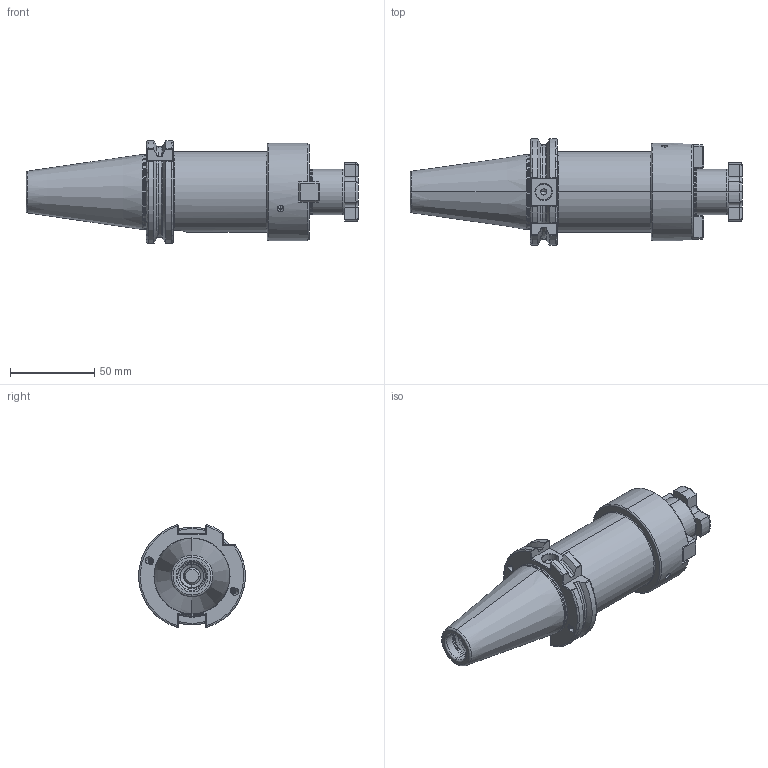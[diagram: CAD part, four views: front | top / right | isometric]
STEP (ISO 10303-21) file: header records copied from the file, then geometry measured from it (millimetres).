
FILE_DESCRIPTION (( 'STEP AP203' ), '1' );
FILE_NAME ('403.11.27.1.STEP', '2016-07-23T03:32:30', ( '' ), ( '' ), 'SwSTEP 2.0', 'SolidWorks 2012', '' );
FILE_SCHEMA (( 'CONFIG_CONTROL_DESIGN' ));
Length unit declared in the file: millimetre
Products named in the file (5): 403.11.27.1; 102.11.27_M4xP0.7-16L; 面銑刀墊塊27; 十字螺絲FMB27
Assembly tree (6 placements, depth 2):
  403.11.27.1
    403.11.27.1
    102.11.27_M4xP0.7-16L  x2
    面銑刀墊塊27  x2
    十字螺絲FMB27
Bounding box: 197.4 x 63.33 x 61.24 mm (x, y, z)
Volume: 271435.4 mm3; surface area: 52047.1 mm2
Topology: 6 solids, 6 shells, 679 faces, 1769 edges, 1098 vertices
Faces by surface type: cylinder 341, plane 160, cone 72, torus 63, bspline 43
Entity records: 38101 total; most frequent: CARTESIAN_POINT 25203, ORIENTED_EDGE 2956, DIRECTION 2220, EDGE_CURVE 1478, VERTEX_POINT 930, AXIS2_PLACEMENT_3D 841, EDGE_LOOP 594, FACE_OUTER_BOUND 567
